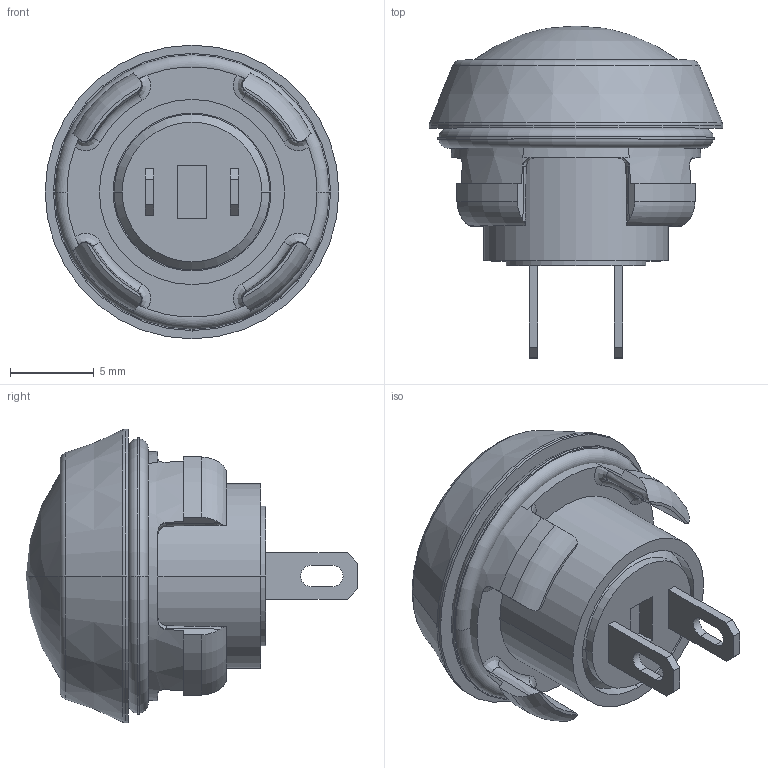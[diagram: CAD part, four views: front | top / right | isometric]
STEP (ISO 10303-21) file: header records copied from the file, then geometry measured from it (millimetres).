
FILE_DESCRIPTION((''),'2;1');
FILE_NAME('30-100_ASM','2013-08-29T',('Administrator'),(''),'PRO/ENGINEER BY PARAMETRIC TECHNOLOGY CORPORATION, 2006200','PRO/ENGINEER BY PARAMETRIC TECHNOLOGY CORPORATION, 2006200','');
FILE_SCHEMA(('CONFIG_CONTROL_DESIGN'));
Length unit declared in the file: inch
Products named in the file (12): 30Z4026-1_AF1; 30E4032-X_AF1; 30C4031-X_AF1; 30Z4035-1_AF1; 30M4036_AF1; 30Z4028-X_AF1; 30Z4027-1_AF1; 30C4030-X_AF2; 30C4030-X_AF3; 30XX4005-1_AF1_ASM; 30M4039; 30-100_ASM
Assembly tree (11 placements, depth 3):
  30-100_ASM
    30Z4026-1_AF1
    30E4032-X_AF1
    30C4031-X_AF1
    30Z4035-1_AF1
    30M4036_AF1
    30Z4028-X_AF1
    30XX4005-1_AF1_ASM
      30Z4027-1_AF1
      30C4030-X_AF2
      30C4030-X_AF3
    30M4039
Bounding box: 17.53 x 19.81 x 17.53 mm (x, y, z)
Volume: 1461.8 mm3; surface area: 3043.4 mm2
Topology: 10 solids, 10 shells, 389 faces, 981 edges, 624 vertices
Faces by surface type: plane 181, cylinder 110, cone 40, bspline 30, torus 20, sphere 8
Entity records: 18688 total; most frequent: CARTESIAN_POINT 6188, ORIENTED_EDGE 1954, DIRECTION 1895, PRESENTATION_STYLE_ASSIGNMENT 987, STYLED_ITEM 987, CURVE_STYLE 977, EDGE_CURVE 977, AXIS2_PLACEMENT_3D 709
